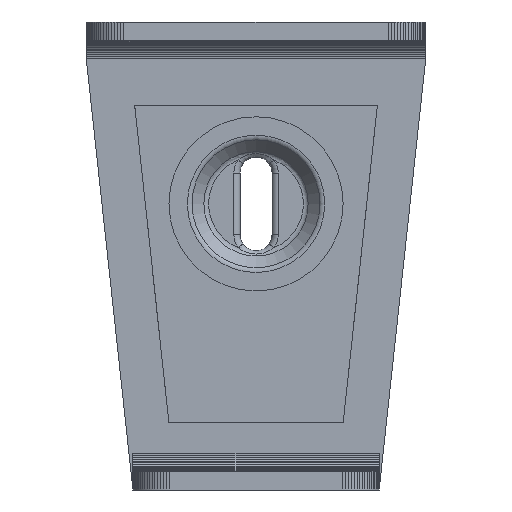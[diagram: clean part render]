
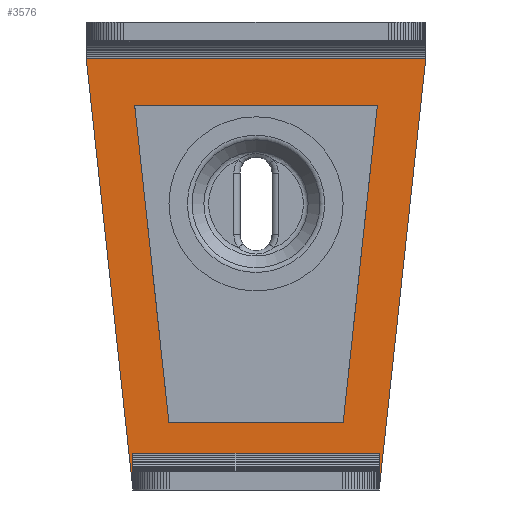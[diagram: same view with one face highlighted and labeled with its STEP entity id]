
A CAD part, front view. The second image highlights one B-rep face of the part: STEP entity #3576.
In plain terms, the highlighted planar face has unit normal (0, -1, 0).
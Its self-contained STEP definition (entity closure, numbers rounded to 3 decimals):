
#3550 = VERTEX_POINT('',#3551);
#3551 = CARTESIAN_POINT('',(27.496,0.,35.));
#3559 = VERTEX_POINT('',#3560);
#3560 = CARTESIAN_POINT('',(-27.504,0.,35.));
#3566 = EDGE_CURVE('',#3559,#3550,#3567,.T.);
#3567 = LINE('',#3568,#3569);
#3568 = CARTESIAN_POINT('',(-27.504,0.,35.));
#3569 = VECTOR('',#3570,1.);
#3570 = DIRECTION('',(1.,0.,0.));
#3576 = ADVANCED_FACE('',(#3577,#3666),#3700,.T.);
#3577 = FACE_BOUND('',#3578,.T.);
#3578 = EDGE_LOOP('',(#3579,#3587,#3595,#3603,#3611,#3619,#3627,#3635,
    #3643,#3651,#3659,#3665));
#3579 = ORIENTED_EDGE('',*,*,#3580,.T.);
#3580 = EDGE_CURVE('',#3559,#3581,#3583,.T.);
#3581 = VERTEX_POINT('',#3582);
#3582 = CARTESIAN_POINT('',(-27.504,0.,41.));
#3583 = LINE('',#3584,#3585);
#3584 = CARTESIAN_POINT('',(-27.504,0.,35.));
#3585 = VECTOR('',#3586,1.);
#3586 = DIRECTION('',(0.,0.,1.));
#3587 = ORIENTED_EDGE('',*,*,#3588,.T.);
#3588 = EDGE_CURVE('',#3581,#3589,#3591,.T.);
#3589 = VERTEX_POINT('',#3590);
#3590 = CARTESIAN_POINT('',(27.496,0.,41.));
#3591 = LINE('',#3592,#3593);
#3592 = CARTESIAN_POINT('',(-27.504,0.,41.));
#3593 = VECTOR('',#3594,1.);
#3594 = DIRECTION('',(1.,0.,0.));
#3595 = ORIENTED_EDGE('',*,*,#3596,.T.);
#3596 = EDGE_CURVE('',#3589,#3597,#3599,.T.);
#3597 = VERTEX_POINT('',#3598);
#3598 = CARTESIAN_POINT('',(27.496,0.,41.));
#3599 = LINE('',#3600,#3601);
#3600 = CARTESIAN_POINT('',(27.496,0.,41.));
#3601 = VECTOR('',#3602,1.);
#3602 = DIRECTION('',(0.,0.,1.));
#3603 = ORIENTED_EDGE('',*,*,#3604,.T.);
#3604 = EDGE_CURVE('',#3597,#3605,#3607,.T.);
#3605 = VERTEX_POINT('',#3606);
#3606 = CARTESIAN_POINT('',(-27.504,0.,41.));
#3607 = LINE('',#3608,#3609);
#3608 = CARTESIAN_POINT('',(27.496,0.,41.));
#3609 = VECTOR('',#3610,1.);
#3610 = DIRECTION('',(-1.,0.,0.));
#3611 = ORIENTED_EDGE('',*,*,#3612,.T.);
#3612 = EDGE_CURVE('',#3605,#3613,#3615,.T.);
#3613 = VERTEX_POINT('',#3614);
#3614 = CARTESIAN_POINT('',(-27.504,0.,34.407));
#3615 = LINE('',#3616,#3617);
#3616 = CARTESIAN_POINT('',(-27.504,0.,41.));
#3617 = VECTOR('',#3618,1.);
#3618 = DIRECTION('',(0.,0.,-1.));
#3619 = ORIENTED_EDGE('',*,*,#3620,.T.);
#3620 = EDGE_CURVE('',#3613,#3621,#3623,.T.);
#3621 = VERTEX_POINT('',#3622);
#3622 = CARTESIAN_POINT('',(-20.,0.,-35.));
#3623 = LINE('',#3624,#3625);
#3624 = CARTESIAN_POINT('',(-27.504,0.,34.407));
#3625 = VECTOR('',#3626,1.);
#3626 = DIRECTION('',(0.107,0.,-0.994));
#3627 = ORIENTED_EDGE('',*,*,#3628,.T.);
#3628 = EDGE_CURVE('',#3621,#3629,#3631,.T.);
#3629 = VERTEX_POINT('',#3630);
#3630 = CARTESIAN_POINT('',(-20.,0.,-29.));
#3631 = LINE('',#3632,#3633);
#3632 = CARTESIAN_POINT('',(-20.,0.,-35.));
#3633 = VECTOR('',#3634,1.);
#3634 = DIRECTION('',(0.,0.,1.));
#3635 = ORIENTED_EDGE('',*,*,#3636,.F.);
#3636 = EDGE_CURVE('',#3637,#3629,#3639,.T.);
#3637 = VERTEX_POINT('',#3638);
#3638 = CARTESIAN_POINT('',(20.,0.,-29.));
#3639 = LINE('',#3640,#3641);
#3640 = CARTESIAN_POINT('',(20.,0.,-29.));
#3641 = VECTOR('',#3642,1.);
#3642 = DIRECTION('',(-1.,0.,0.));
#3643 = ORIENTED_EDGE('',*,*,#3644,.T.);
#3644 = EDGE_CURVE('',#3637,#3645,#3647,.T.);
#3645 = VERTEX_POINT('',#3646);
#3646 = CARTESIAN_POINT('',(20.,0.,-35.));
#3647 = LINE('',#3648,#3649);
#3648 = CARTESIAN_POINT('',(20.,0.,-29.));
#3649 = VECTOR('',#3650,1.);
#3650 = DIRECTION('',(0.,0.,-1.));
#3651 = ORIENTED_EDGE('',*,*,#3652,.T.);
#3652 = EDGE_CURVE('',#3645,#3653,#3655,.T.);
#3653 = VERTEX_POINT('',#3654);
#3654 = CARTESIAN_POINT('',(27.496,0.,34.407));
#3655 = LINE('',#3656,#3657);
#3656 = CARTESIAN_POINT('',(20.,0.,-35.));
#3657 = VECTOR('',#3658,1.);
#3658 = DIRECTION('',(0.107,0.,0.994));
#3659 = ORIENTED_EDGE('',*,*,#3660,.T.);
#3660 = EDGE_CURVE('',#3653,#3550,#3661,.T.);
#3661 = LINE('',#3662,#3663);
#3662 = CARTESIAN_POINT('',(27.496,0.,34.407));
#3663 = VECTOR('',#3664,1.);
#3664 = DIRECTION('',(0.,0.,1.));
#3665 = ORIENTED_EDGE('',*,*,#3566,.F.);
#3666 = FACE_BOUND('',#3667,.T.);
#3667 = EDGE_LOOP('',(#3668,#3678,#3686,#3694));
#3668 = ORIENTED_EDGE('',*,*,#3669,.T.);
#3669 = EDGE_CURVE('',#3670,#3672,#3674,.T.);
#3670 = VERTEX_POINT('',#3671);
#3671 = CARTESIAN_POINT('',(-19.707,0.,27.407));
#3672 = VERTEX_POINT('',#3673);
#3673 = CARTESIAN_POINT('',(19.699,0.,27.407));
#3674 = LINE('',#3675,#3676);
#3675 = CARTESIAN_POINT('',(-19.707,0.,27.407));
#3676 = VECTOR('',#3677,1.);
#3677 = DIRECTION('',(1.,0.,0.));
#3678 = ORIENTED_EDGE('',*,*,#3679,.T.);
#3679 = EDGE_CURVE('',#3672,#3680,#3682,.T.);
#3680 = VERTEX_POINT('',#3681);
#3681 = CARTESIAN_POINT('',(14.147,0.,-24.));
#3682 = LINE('',#3683,#3684);
#3683 = CARTESIAN_POINT('',(19.699,0.,27.407));
#3684 = VECTOR('',#3685,1.);
#3685 = DIRECTION('',(-0.107,0.,-0.994));
#3686 = ORIENTED_EDGE('',*,*,#3687,.T.);
#3687 = EDGE_CURVE('',#3680,#3688,#3690,.T.);
#3688 = VERTEX_POINT('',#3689);
#3689 = CARTESIAN_POINT('',(-14.149,0.,-24.));
#3690 = LINE('',#3691,#3692);
#3691 = CARTESIAN_POINT('',(14.147,0.,-24.));
#3692 = VECTOR('',#3693,1.);
#3693 = DIRECTION('',(-1.,0.,0.));
#3694 = ORIENTED_EDGE('',*,*,#3695,.T.);
#3695 = EDGE_CURVE('',#3688,#3670,#3696,.T.);
#3696 = LINE('',#3697,#3698);
#3697 = CARTESIAN_POINT('',(-14.149,0.,-24.));
#3698 = VECTOR('',#3699,1.);
#3699 = DIRECTION('',(-0.107,0.,0.994));
#3700 = PLANE('',#3701);
#3701 = AXIS2_PLACEMENT_3D('',#3702,#3703,#3704);
#3702 = CARTESIAN_POINT('',(-0.895,0.,14.458));
#3703 = DIRECTION('',(-0.,-1.,-0.));
#3704 = DIRECTION('',(0.,0.,-1.));
